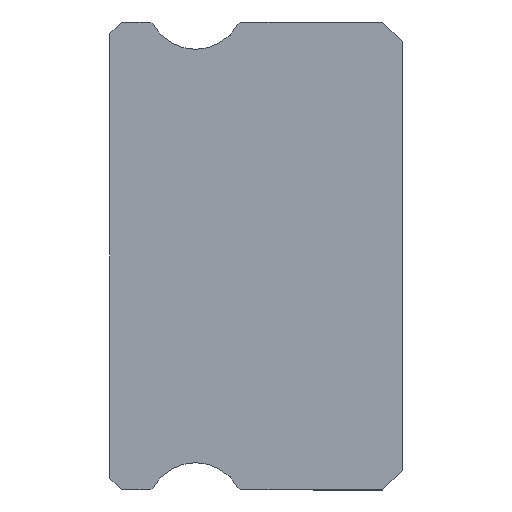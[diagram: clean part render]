
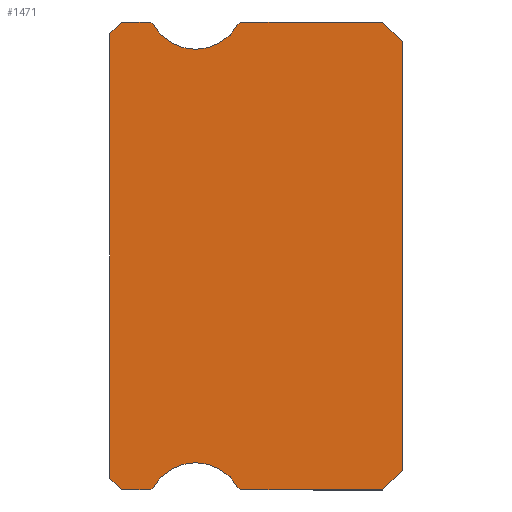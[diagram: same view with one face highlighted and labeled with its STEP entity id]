
A CAD part, left-side view. The second image highlights one B-rep face of the part: STEP entity #1471.
In plain terms, the highlighted planar face has unit normal (-1, 0, 0).
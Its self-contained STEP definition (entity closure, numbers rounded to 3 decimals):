
#13 = DIRECTION ( 'NONE',  ( 1., 0., 0. ) ) ;
#21 = CIRCLE ( 'NONE', #3007, 1.25 ) ;
#149 = DIRECTION ( 'NONE',  ( 0., -0.707, -0.707 ) ) ;
#187 = CARTESIAN_POINT ( 'NONE',  ( -12.5, 4.088, 6. ) ) ;
#190 = VERTEX_POINT ( 'NONE', #1651 ) ;
#414 = PLANE ( 'NONE',  #1952 ) ;
#419 = DIRECTION ( 'NONE',  ( 0., 0.707, -0.707 ) ) ;
#449 = LINE ( 'NONE', #5370, #5846 ) ;
#461 = CARTESIAN_POINT ( 'NONE',  ( -12.5, 6.512, 5.85 ) ) ;
#510 = CARTESIAN_POINT ( 'NONE',  ( -12.5, 5.3, -6.55 ) ) ;
#538 = CARTESIAN_POINT ( 'NONE',  ( -12.5, 4.217, 5.925 ) ) ;
#539 = DIRECTION ( 'NONE',  ( 0., 0., -1. ) ) ;
#614 = EDGE_CURVE ( 'NONE', #3005, #5364, #3177, .T. ) ;
#696 = AXIS2_PLACEMENT_3D ( 'NONE', #3222, #1835, #2310 ) ;
#791 = DIRECTION ( 'NONE',  ( 1., 0., 0. ) ) ;
#870 = VECTOR ( 'NONE', #3898, 1000. ) ;
#881 = AXIS2_PLACEMENT_3D ( 'NONE', #510, #995, #539 ) ;
#901 = CARTESIAN_POINT ( 'NONE',  ( -12.5, 5.3, 6.55 ) ) ;
#989 = CARTESIAN_POINT ( 'NONE',  ( -12.5, 7.2, -6. ) ) ;
#995 = DIRECTION ( 'NONE',  ( -1., 0., 0. ) ) ;
#1059 = EDGE_CURVE ( 'NONE', #1077, #1801, #1947, .T. ) ;
#1077 = VERTEX_POINT ( 'NONE', #3808 ) ;
#1086 = VECTOR ( 'NONE', #5475, 1000. ) ;
#1097 = VERTEX_POINT ( 'NONE', #1641 ) ;
#1164 = LINE ( 'NONE', #2551, #4056 ) ;
#1184 = ORIENTED_EDGE ( 'NONE', *, *, #614, .F. ) ;
#1230 = CARTESIAN_POINT ( 'NONE',  ( -12.5, 5.3, 6.55 ) ) ;
#1246 = ORIENTED_EDGE ( 'NONE', *, *, #2276, .F. ) ;
#1332 = VERTEX_POINT ( 'NONE', #5697 ) ;
#1352 = EDGE_CURVE ( 'NONE', #1332, #2595, #4799, .T. ) ;
#1449 = CARTESIAN_POINT ( 'NONE',  ( -12.5, 0., 5.5 ) ) ;
#1457 = VECTOR ( 'NONE', #2269, 1000. ) ;
#1460 = CIRCLE ( 'NONE', #696, 0.15 ) ;
#1471 = ADVANCED_FACE ( 'NONE', ( #4889 ), #414, .F. ) ;
#1533 = VERTEX_POINT ( 'NONE', #3090 ) ;
#1536 = LINE ( 'NONE', #3336, #5590 ) ;
#1555 = EDGE_CURVE ( 'NONE', #4569, #5780, #21, .T. ) ;
#1565 = AXIS2_PLACEMENT_3D ( 'NONE', #2304, #2256, #2722 ) ;
#1571 = DIRECTION ( 'NONE',  ( 0., 0., -1. ) ) ;
#1641 = CARTESIAN_POINT ( 'NONE',  ( -12.5, 0., -5.5 ) ) ;
#1651 = CARTESIAN_POINT ( 'NONE',  ( -12.5, 6.512, -6. ) ) ;
#1678 = DIRECTION ( 'NONE',  ( 0., 1., 0. ) ) ;
#1686 = VERTEX_POINT ( 'NONE', #1961 ) ;
#1704 = VERTEX_POINT ( 'NONE', #989 ) ;
#1754 = AXIS2_PLACEMENT_3D ( 'NONE', #461, #13, #3671 ) ;
#1801 = VERTEX_POINT ( 'NONE', #1993 ) ;
#1822 = VECTOR ( 'NONE', #2829, 1000. ) ;
#1835 = DIRECTION ( 'NONE',  ( 1., 0., 0. ) ) ;
#1947 = CIRCLE ( 'NONE', #881, 1.25 ) ;
#1952 = AXIS2_PLACEMENT_3D ( 'NONE', #4472, #791, #4045 ) ;
#1961 = CARTESIAN_POINT ( 'NONE',  ( -12.5, 7.5, 5.7 ) ) ;
#1979 = ORIENTED_EDGE ( 'NONE', *, *, #2346, .F. ) ;
#1993 = CARTESIAN_POINT ( 'NONE',  ( -12.5, 6.383, -5.925 ) ) ;
#2097 = ORIENTED_EDGE ( 'NONE', *, *, #2152, .F. ) ;
#2152 = EDGE_CURVE ( 'NONE', #1801, #190, #4317, .T. ) ;
#2174 = ORIENTED_EDGE ( 'NONE', *, *, #1059, .F. ) ;
#2198 = DIRECTION ( 'NONE',  ( -1., 0., 0. ) ) ;
#2256 = DIRECTION ( 'NONE',  ( 1., 0., 0. ) ) ;
#2269 = DIRECTION ( 'NONE',  ( 0., -1., 0. ) ) ;
#2276 = EDGE_CURVE ( 'NONE', #4632, #3005, #1460, .T. ) ;
#2304 = CARTESIAN_POINT ( 'NONE',  ( -12.5, 4.088, -5.85 ) ) ;
#2310 = DIRECTION ( 'NONE',  ( 0., 0., -1. ) ) ;
#2327 = VECTOR ( 'NONE', #1678, 1000. ) ;
#2346 = EDGE_CURVE ( 'NONE', #5780, #4632, #4702, .T. ) ;
#2509 = AXIS2_PLACEMENT_3D ( 'NONE', #3925, #2907, #1571 ) ;
#2551 = CARTESIAN_POINT ( 'NONE',  ( -12.5, 7.2, -6. ) ) ;
#2581 = VERTEX_POINT ( 'NONE', #4897 ) ;
#2595 = VERTEX_POINT ( 'NONE', #5257 ) ;
#2612 = CIRCLE ( 'NONE', #1565, 0.15 ) ;
#2670 = ORIENTED_EDGE ( 'NONE', *, *, #3848, .T. ) ;
#2671 = EDGE_CURVE ( 'NONE', #1097, #1332, #449, .T. ) ;
#2677 = CARTESIAN_POINT ( 'NONE',  ( -12.5, 0., 5.5 ) ) ;
#2691 = ORIENTED_EDGE ( 'NONE', *, *, #4938, .F. ) ;
#2722 = DIRECTION ( 'NONE',  ( 0., 0., -1. ) ) ;
#2728 = CARTESIAN_POINT ( 'NONE',  ( -12.5, 7.2, 6. ) ) ;
#2829 = DIRECTION ( 'NONE',  ( 0., 0., 1. ) ) ;
#2850 = EDGE_CURVE ( 'NONE', #1097, #5757, #3719, .T. ) ;
#2864 = ORIENTED_EDGE ( 'NONE', *, *, #3174, .T. ) ;
#2903 = DIRECTION ( 'NONE',  ( 0., 0.707, -0.707 ) ) ;
#2907 = DIRECTION ( 'NONE',  ( 1., 0., 0. ) ) ;
#2949 = VECTOR ( 'NONE', #3170, 1000. ) ;
#2995 = DIRECTION ( 'NONE',  ( 0., -0.707, -0.707 ) ) ;
#3005 = VERTEX_POINT ( 'NONE', #187 ) ;
#3007 = AXIS2_PLACEMENT_3D ( 'NONE', #901, #3507, #5341 ) ;
#3090 = CARTESIAN_POINT ( 'NONE',  ( -12.5, 6.512, 6. ) ) ;
#3103 = CARTESIAN_POINT ( 'NONE',  ( -12.5, 6.512, -6. ) ) ;
#3170 = DIRECTION ( 'NONE',  ( 0., 0., 1. ) ) ;
#3174 = EDGE_CURVE ( 'NONE', #1704, #190, #5381, .T. ) ;
#3177 = LINE ( 'NONE', #3545, #1457 ) ;
#3222 = CARTESIAN_POINT ( 'NONE',  ( -12.5, 4.088, 5.85 ) ) ;
#3247 = LINE ( 'NONE', #4634, #4347 ) ;
#3290 = CARTESIAN_POINT ( 'NONE',  ( -12.5, 7.5, 5.85 ) ) ;
#3303 = CARTESIAN_POINT ( 'NONE',  ( -12.5, 0.5, 6. ) ) ;
#3336 = CARTESIAN_POINT ( 'NONE',  ( -12.5, 7.5, 5.7 ) ) ;
#3507 = DIRECTION ( 'NONE',  ( -1., 0., 0. ) ) ;
#3545 = CARTESIAN_POINT ( 'NONE',  ( -12.5, 6.512, 6. ) ) ;
#3608 = VERTEX_POINT ( 'NONE', #5663 ) ;
#3671 = DIRECTION ( 'NONE',  ( 0., 0., -1. ) ) ;
#3695 = ORIENTED_EDGE ( 'NONE', *, *, #2850, .T. ) ;
#3719 = LINE ( 'NONE', #1449, #1822 ) ;
#3734 = ORIENTED_EDGE ( 'NONE', *, *, #4402, .T. ) ;
#3783 = CARTESIAN_POINT ( 'NONE',  ( -12.5, 6.383, 5.925 ) ) ;
#3808 = CARTESIAN_POINT ( 'NONE',  ( -12.5, 4.217, -5.925 ) ) ;
#3848 = EDGE_CURVE ( 'NONE', #1533, #2581, #4998, .T. ) ;
#3897 = ORIENTED_EDGE ( 'NONE', *, *, #1555, .F. ) ;
#3898 = DIRECTION ( 'NONE',  ( 0., -1., 0. ) ) ;
#3925 = CARTESIAN_POINT ( 'NONE',  ( -12.5, 6.512, -5.85 ) ) ;
#4009 = DIRECTION ( 'NONE',  ( 0., 0., -1. ) ) ;
#4045 = DIRECTION ( 'NONE',  ( 0., 0., -1. ) ) ;
#4056 = VECTOR ( 'NONE', #2995, 1000. ) ;
#4059 = ORIENTED_EDGE ( 'NONE', *, *, #4192, .F. ) ;
#4108 = ORIENTED_EDGE ( 'NONE', *, *, #5816, .F. ) ;
#4192 = EDGE_CURVE ( 'NONE', #2595, #1077, #2612, .T. ) ;
#4229 = EDGE_LOOP ( 'NONE', ( #3734, #4108, #4993, #2864, #2097, #2174, #4059, #4502, #5611, #3695, #2691, #1184, #1246, #1979, #3897, #4427, #2670 ) ) ;
#4270 = EDGE_CURVE ( 'NONE', #1533, #4569, #5655, .T. ) ;
#4317 = CIRCLE ( 'NONE', #2509, 0.15 ) ;
#4324 = AXIS2_PLACEMENT_3D ( 'NONE', #1230, #2198, #4009 ) ;
#4347 = VECTOR ( 'NONE', #149, 1000. ) ;
#4402 = EDGE_CURVE ( 'NONE', #2581, #1686, #1536, .T. ) ;
#4422 = EDGE_CURVE ( 'NONE', #3608, #1704, #1164, .T. ) ;
#4427 = ORIENTED_EDGE ( 'NONE', *, *, #4270, .F. ) ;
#4472 = CARTESIAN_POINT ( 'NONE',  ( -12.5, 6.512, 5.85 ) ) ;
#4502 = ORIENTED_EDGE ( 'NONE', *, *, #1352, .F. ) ;
#4569 = VERTEX_POINT ( 'NONE', #3783 ) ;
#4632 = VERTEX_POINT ( 'NONE', #538 ) ;
#4634 = CARTESIAN_POINT ( 'NONE',  ( -12.5, 0.5, 6. ) ) ;
#4639 = LINE ( 'NONE', #3290, #2949 ) ;
#4702 = CIRCLE ( 'NONE', #4324, 1.25 ) ;
#4799 = LINE ( 'NONE', #5252, #2327 ) ;
#4889 = FACE_OUTER_BOUND ( 'NONE', #4229, .T. ) ;
#4897 = CARTESIAN_POINT ( 'NONE',  ( -12.5, 7.2, 6. ) ) ;
#4938 = EDGE_CURVE ( 'NONE', #5364, #5757, #3247, .T. ) ;
#4972 = CARTESIAN_POINT ( 'NONE',  ( -12.5, 5.3, 5.3 ) ) ;
#4993 = ORIENTED_EDGE ( 'NONE', *, *, #4422, .T. ) ;
#4998 = LINE ( 'NONE', #2728, #1086 ) ;
#5252 = CARTESIAN_POINT ( 'NONE',  ( -12.5, 6.512, -6. ) ) ;
#5257 = CARTESIAN_POINT ( 'NONE',  ( -12.5, 4.088, -6. ) ) ;
#5341 = DIRECTION ( 'NONE',  ( 0., 0., -1. ) ) ;
#5364 = VERTEX_POINT ( 'NONE', #3303 ) ;
#5370 = CARTESIAN_POINT ( 'NONE',  ( -12.5, 0., -5.5 ) ) ;
#5381 = LINE ( 'NONE', #3103, #870 ) ;
#5475 = DIRECTION ( 'NONE',  ( 0., 1., 0. ) ) ;
#5590 = VECTOR ( 'NONE', #2903, 1000. ) ;
#5611 = ORIENTED_EDGE ( 'NONE', *, *, #2671, .F. ) ;
#5655 = CIRCLE ( 'NONE', #1754, 0.15 ) ;
#5663 = CARTESIAN_POINT ( 'NONE',  ( -12.5, 7.5, -5.7 ) ) ;
#5697 = CARTESIAN_POINT ( 'NONE',  ( -12.5, 0.5, -6. ) ) ;
#5757 = VERTEX_POINT ( 'NONE', #2677 ) ;
#5780 = VERTEX_POINT ( 'NONE', #4972 ) ;
#5816 = EDGE_CURVE ( 'NONE', #3608, #1686, #4639, .T. ) ;
#5846 = VECTOR ( 'NONE', #419, 1000. ) ;
